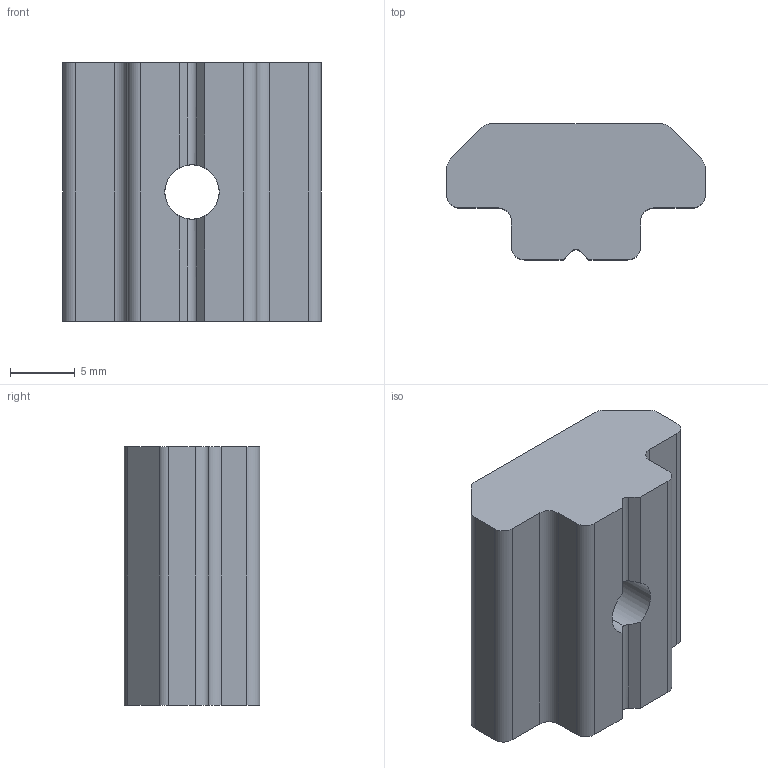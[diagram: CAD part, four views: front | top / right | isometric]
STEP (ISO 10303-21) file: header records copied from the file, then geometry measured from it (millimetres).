
FILE_DESCRIPTION (( 'STEP AP203' ), '1' );
FILE_NAME ('ﾒ- ﾏ珸 10 ﾌ5 20x20.STEP', '2022-12-15T08:11:23', ( 'user' ), ( '' ), 'SwSTEP 2.0', 'SolidWorks 2022', '' );
FILE_SCHEMA (( 'CONFIG_CONTROL_DESIGN' ));
Length unit declared in the file: millimetre
Products named in the file (1): Т-сухарь Паз 10 М5 20x20
Bounding box: 20 x 10.5 x 20 mm (x, y, z)
Volume: 3049.2 mm3; surface area: 1532.6 mm2
Topology: 1 solids, 1 shells, 31 faces, 90 edges, 60 vertices
Faces by surface type: plane 17, cylinder 14
Entity records: 1115 total; most frequent: CARTESIAN_POINT 206, ORIENTED_EDGE 180, DIRECTION 172, EDGE_CURVE 90, VERTEX_POINT 60, AXIS2_PLACEMENT_3D 58, LINE 56, VECTOR 56
